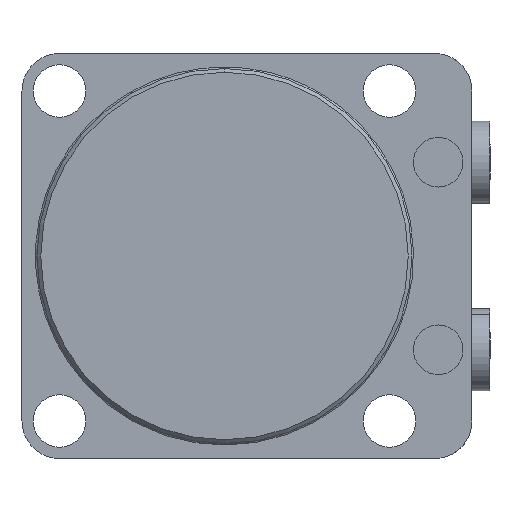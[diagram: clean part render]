
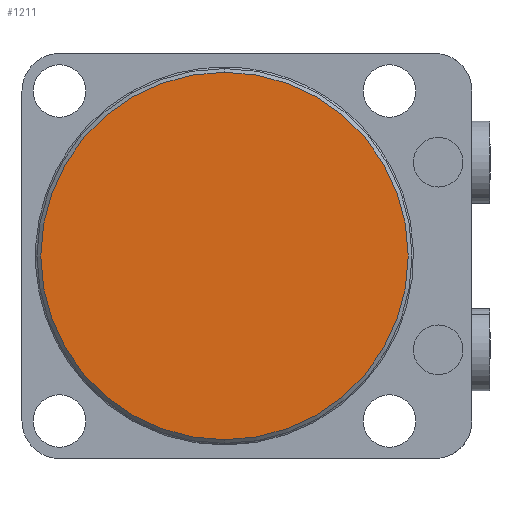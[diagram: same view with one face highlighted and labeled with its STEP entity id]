
A CAD part, front view. The second image highlights one B-rep face of the part: STEP entity #1211.
In plain terms, the highlighted planar face has unit normal (0, -1, 0).
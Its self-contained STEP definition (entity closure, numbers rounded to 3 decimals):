
#455 = AXIS2_PLACEMENT_3D ( 'NONE', #1437, #1436, #1435 ) ;
#469 = AXIS2_PLACEMENT_3D ( 'NONE', #1947, #1946, #1945 ) ;
#992 = CIRCLE ( 'NONE', #469, 49. ) ;
#1016 = CIRCLE ( 'NONE', #455, 49. ) ;
#1150 = ORIENTED_EDGE ( 'NONE', *, *, #2897, .F. ) ;
#1154 = ORIENTED_EDGE ( 'NONE', *, *, #2873, .F. ) ;
#1211 = ADVANCED_FACE ( 'NONE', ( #3350 ), #2091, .T. ) ;
#1323 = AXIS2_PLACEMENT_3D ( 'NONE', #2097, #2086, #2085 ) ;
#1435 = DIRECTION ( 'NONE',  ( 0., 0., 1. ) ) ;
#1436 = DIRECTION ( 'NONE',  ( 0., 1., 0. ) ) ;
#1437 = CARTESIAN_POINT ( 'NONE',  ( 0., -90., 0. ) ) ;
#1621 = VERTEX_POINT ( 'NONE', #3773 ) ;
#1945 = DIRECTION ( 'NONE',  ( 0., 0., 1. ) ) ;
#1946 = DIRECTION ( 'NONE',  ( 0., 1., 0. ) ) ;
#1947 = CARTESIAN_POINT ( 'NONE',  ( 0., -90., 0. ) ) ;
#2085 = DIRECTION ( 'NONE',  ( 0., 0., -1. ) ) ;
#2086 = DIRECTION ( 'NONE',  ( 0., -1., 0. ) ) ;
#2091 = PLANE ( 'NONE',  #1323 ) ;
#2097 = CARTESIAN_POINT ( 'NONE',  ( 0., -90., 0. ) ) ;
#2465 = CARTESIAN_POINT ( 'NONE',  ( 0., -90., -49. ) ) ;
#2873 = EDGE_CURVE ( 'NONE', #4292, #1621, #1016, .T. ) ;
#2897 = EDGE_CURVE ( 'NONE', #1621, #4292, #992, .T. ) ;
#3350 = FACE_OUTER_BOUND ( 'NONE', #4192, .T. ) ;
#3773 = CARTESIAN_POINT ( 'NONE',  ( 0., -90., 49. ) ) ;
#4192 = EDGE_LOOP ( 'NONE', ( #1150, #1154 ) ) ;
#4292 = VERTEX_POINT ( 'NONE', #2465 ) ;
